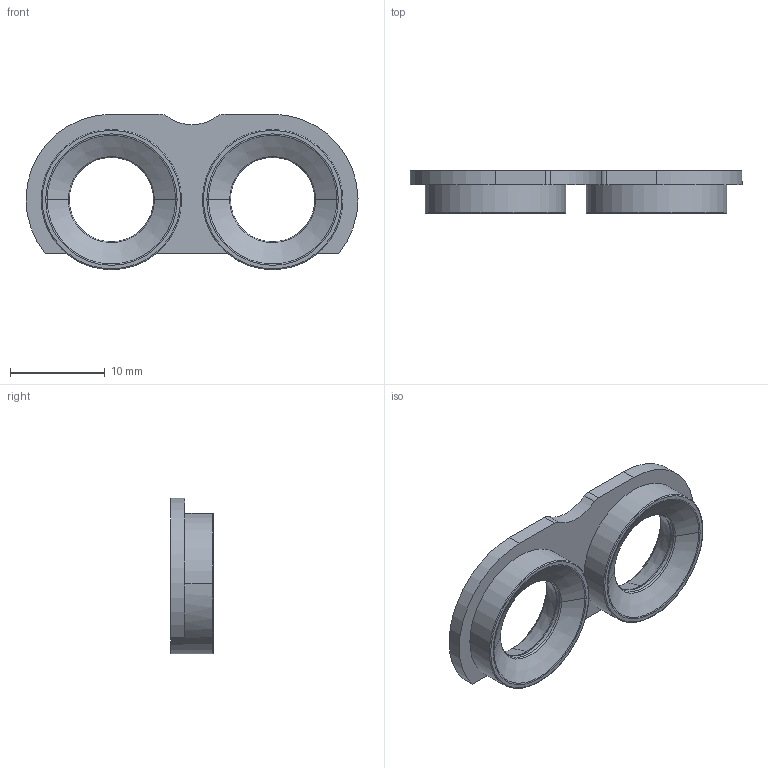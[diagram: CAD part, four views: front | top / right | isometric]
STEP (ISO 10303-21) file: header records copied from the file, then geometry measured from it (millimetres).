
FILE_DESCRIPTION((''),'2;1');
FILE_NAME('DH3-RD010441-2052','2025-05-13T13:57:18',('346893'),(''),'CREO PARAMETRIC BY PTC INC, 2020184','CREO PARAMETRIC BY PTC INC, 2020184','');
FILE_SCHEMA(('CONFIG_CONTROL_DESIGN','SHAPE_APPEARANCE_LAYERS_GROUPS'));
Length unit declared in the file: millimetre
Products named in the file (1): DH3-RD010441-2052
Bounding box: 35 x 4.5 x 16.4 mm (x, y, z)
Volume: 1035.8 mm3; surface area: 1303.9 mm2
Topology: 1 solids, 1 shells, 50 faces, 124 edges, 76 vertices
Faces by surface type: torus 16, cylinder 13, cone 12, plane 9
Entity records: 1950 total; most frequent: DIRECTION 306, CARTESIAN_POINT 250, ORIENTED_EDGE 248, AXIS2_PLACEMENT_3D 132, PRESENTATION_STYLE_ASSIGNMENT 125, STYLED_ITEM 125, CURVE_STYLE 124, EDGE_CURVE 124
